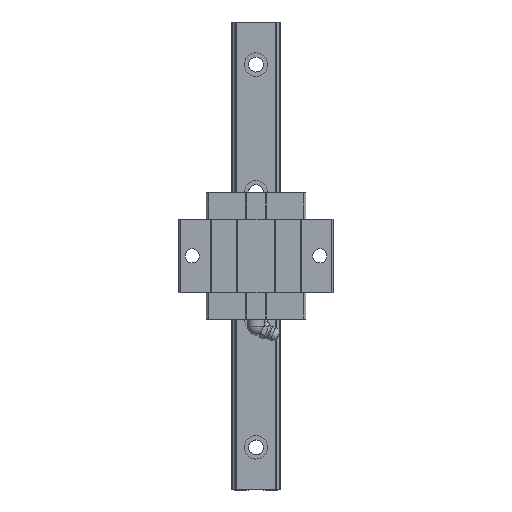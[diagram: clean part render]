
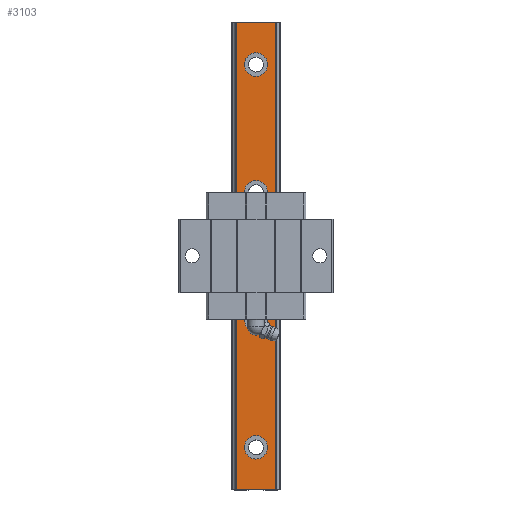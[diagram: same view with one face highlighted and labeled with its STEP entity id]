
A CAD part, top view. The second image highlights one B-rep face of the part: STEP entity #3103.
In plain terms, the highlighted planar face has unit normal (0, 0, 1).
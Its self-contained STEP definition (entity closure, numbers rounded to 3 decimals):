
#155=CIRCLE('',#3963,5.5);
#160=CIRCLE('',#3974,5.5);
#165=CIRCLE('',#3985,5.5);
#183=CIRCLE('',#4028,5.5);
#419=ORIENTED_EDGE('',*,*,#1191,.T.);
#420=ORIENTED_EDGE('',*,*,#1200,.T.);
#421=ORIENTED_EDGE('',*,*,#1209,.T.);
#422=ORIENTED_EDGE('',*,*,#1279,.T.);
#423=ORIENTED_EDGE('',*,*,#1280,.T.);
#424=ORIENTED_EDGE('',*,*,#1281,.F.);
#425=ORIENTED_EDGE('',*,*,#1282,.F.);
#426=ORIENTED_EDGE('',*,*,#1277,.T.);
#1191=EDGE_CURVE('',#1643,#1643,#155,.T.);
#1200=EDGE_CURVE('',#1650,#1650,#160,.T.);
#1209=EDGE_CURVE('',#1657,#1657,#165,.T.);
#1277=EDGE_CURVE('',#1703,#1702,#2002,.T.);
#1279=EDGE_CURVE('',#1704,#1704,#183,.T.);
#1280=EDGE_CURVE('',#1702,#1705,#2003,.T.);
#1281=EDGE_CURVE('',#1706,#1705,#2004,.T.);
#1282=EDGE_CURVE('',#1703,#1706,#2005,.T.);
#1643=VERTEX_POINT('',#5224);
#1650=VERTEX_POINT('',#5244);
#1657=VERTEX_POINT('',#5264);
#1702=VERTEX_POINT('',#5398);
#1703=VERTEX_POINT('',#5400);
#1704=VERTEX_POINT('',#5404);
#1705=VERTEX_POINT('',#5406);
#1706=VERTEX_POINT('',#5408);
#2002=LINE('',#5399,#2286);
#2003=LINE('',#5405,#2287);
#2004=LINE('',#5407,#2288);
#2005=LINE('',#5409,#2289);
#2286=VECTOR('',#4478,1000.);
#2287=VECTOR('',#4485,1000.);
#2288=VECTOR('',#4486,1000.);
#2289=VECTOR('',#4487,1000.);
#2558=EDGE_LOOP('',(#419));
#2559=EDGE_LOOP('',(#420));
#2560=EDGE_LOOP('',(#421));
#2561=EDGE_LOOP('',(#422));
#2562=EDGE_LOOP('',(#423,#424,#425,#426));
#2781=FACE_BOUND('',#2558,.T.);
#2782=FACE_BOUND('',#2559,.T.);
#2783=FACE_BOUND('',#2560,.T.);
#2784=FACE_BOUND('',#2561,.T.);
#2785=FACE_BOUND('',#2562,.T.);
#2981=PLANE('',#4027);
#3103=ADVANCED_FACE('',(#2781,#2782,#2783,#2784,#2785),#2981,.F.);
#3963=AXIS2_PLACEMENT_3D('',#5223,#4299,#4300);
#3974=AXIS2_PLACEMENT_3D('',#5243,#4323,#4324);
#3985=AXIS2_PLACEMENT_3D('',#5263,#4347,#4348);
#4027=AXIS2_PLACEMENT_3D('',#5402,#4481,#4482);
#4028=AXIS2_PLACEMENT_3D('',#5403,#4483,#4484);
#4299=DIRECTION('',(0.,0.,-1.));
#4300=DIRECTION('',(0.,-1.,0.));
#4323=DIRECTION('',(0.,0.,-1.));
#4324=DIRECTION('',(0.,-1.,0.));
#4347=DIRECTION('',(0.,0.,-1.));
#4348=DIRECTION('',(0.,-1.,0.));
#4478=DIRECTION('',(0.,1.,0.));
#4481=DIRECTION('',(0.,0.,-1.));
#4482=DIRECTION('',(-1.,0.,0.));
#4483=DIRECTION('',(0.,0.,-1.));
#4484=DIRECTION('',(0.,-1.,0.));
#4485=DIRECTION('',(-1.,0.,0.));
#4486=DIRECTION('',(0.,1.,0.));
#4487=DIRECTION('',(-1.,0.,0.));
#5223=CARTESIAN_POINT('',(0.,-90.,20.));
#5224=CARTESIAN_POINT('',(0.,-95.5,20.));
#5243=CARTESIAN_POINT('',(0.,-30.,20.));
#5244=CARTESIAN_POINT('',(0.,-35.5,20.));
#5263=CARTESIAN_POINT('',(0.,30.,20.));
#5264=CARTESIAN_POINT('',(0.,24.5,20.));
#5398=CARTESIAN_POINT('',(9.286,110.,20.));
#5399=CARTESIAN_POINT('',(9.286,-110.,20.));
#5400=CARTESIAN_POINT('',(9.286,-110.,20.));
#5402=CARTESIAN_POINT('',(9.286,-110.,20.));
#5403=CARTESIAN_POINT('',(0.,90.,20.));
#5404=CARTESIAN_POINT('',(0.,84.5,20.));
#5405=CARTESIAN_POINT('',(9.286,110.,20.));
#5406=CARTESIAN_POINT('',(-9.286,110.,20.));
#5407=CARTESIAN_POINT('',(-9.286,-110.,20.));
#5408=CARTESIAN_POINT('',(-9.286,-110.,20.));
#5409=CARTESIAN_POINT('',(9.286,-110.,20.));
